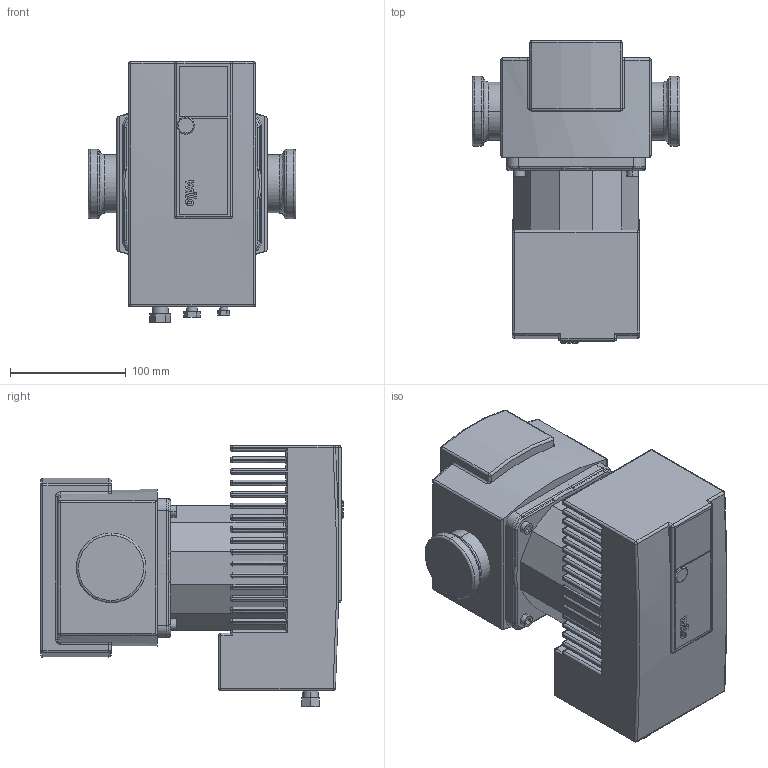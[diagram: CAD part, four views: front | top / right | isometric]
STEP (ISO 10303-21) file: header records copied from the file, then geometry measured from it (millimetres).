
FILE_DESCRIPTION((''),'2;1');
FILE_NAME('3d_Stratos-Z30_1-12GG-2069757.stp','2015-07-28T14:35:22',(''),(''),'Mechanical Desktop 2009','Mechanical Desktop 2009',', , ');
FILE_SCHEMA(('CONFIG_CONTROL_DESIGN'));
Length unit declared in the file: millimetre
Products named in the file (1): Product
Bounding box: 180 x 262 x 226 mm (x, y, z)
Volume: 5182203.9 mm3; surface area: 473501 mm2
Topology: 11 solids, 11 shells, 655 faces, 1595 edges, 890 vertices
Faces by surface type: cylinder 269, plane 197, sphere 90, bspline 67, torus 32
Entity records: 19764 total; most frequent: CARTESIAN_POINT 4956, DIRECTION 3115, ORIENTED_EDGE 3010, EDGE_CURVE 1505, AXIS2_PLACEMENT_3D 1105, VECTOR 905, LINE 905, VERTEX_POINT 890
